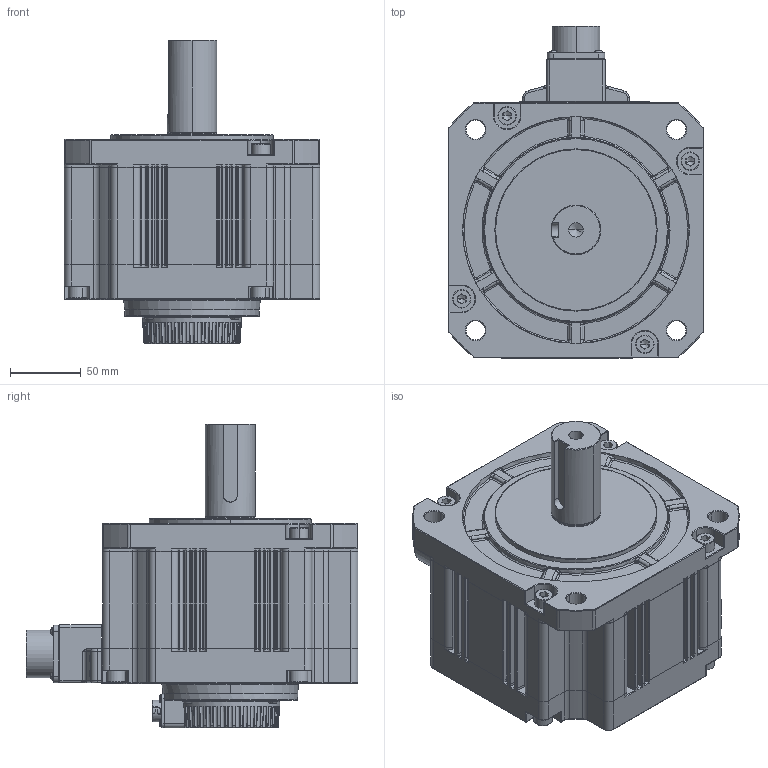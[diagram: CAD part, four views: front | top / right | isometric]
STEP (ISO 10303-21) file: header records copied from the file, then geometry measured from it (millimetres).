
FILE_DESCRIPTION (( 'STEP AP203' ), '1' );
FILE_NAME ('SV-X2MH200A-N4LA.STEP', '2021-10-12T13:17:56', ( 'China' ), ( 'Microsoft' ), 'SwSTEP 2.0', 'SolidWorks 2016', '' );
FILE_SCHEMA (( 'CONFIG_CONTROL_DESIGN' ));
Products named in the file (1): SV-X2MH200A-N4LA
Bounding box: 180 x 233.9 x 214.2 mm (x, y, z)
Volume: 3488362.9 mm3; surface area: 201998.6 mm2
Topology: 1 solids, 13 shells, 2570 faces, 6773 edges, 4196 vertices
Faces by surface type: cylinder 1113, plane 835, bspline 228, cone 206, torus 129, sphere 59
Entity records: 105130 total; most frequent: CARTESIAN_POINT 44655, ORIENTED_EDGE 13352, DIRECTION 11901, EDGE_CURVE 6676, AXIS2_PLACEMENT_3D 4488, VERTEX_POINT 4168, LINE 2925, VECTOR 2925
